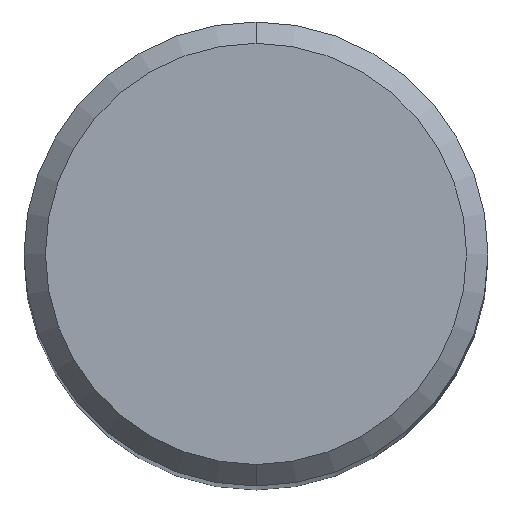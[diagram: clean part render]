
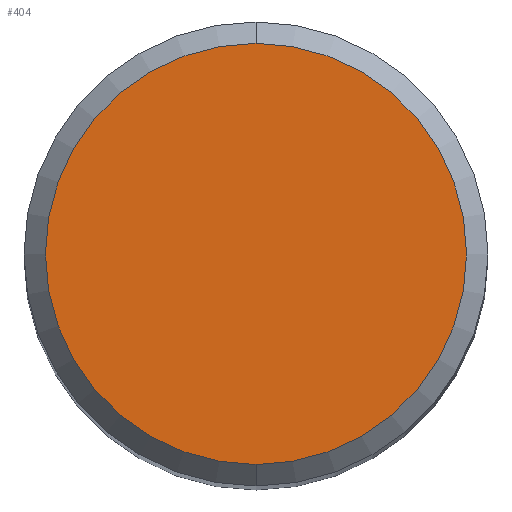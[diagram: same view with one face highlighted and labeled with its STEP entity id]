
A CAD part, top view. The second image highlights one B-rep face of the part: STEP entity #404.
In plain terms, the highlighted planar face has unit normal (0, 0, 1).
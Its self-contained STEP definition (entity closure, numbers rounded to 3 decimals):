
#250=VERTEX_POINT('',#561);
#268=VERTEX_POINT('',#581);
#292=EDGE_CURVE('',#268,#250,#608,.T.);
#404=ADVANCED_FACE('',(#732),#733,.T.);
#448=EDGE_CURVE('',#250,#268,#779,.T.);
#561=CARTESIAN_POINT('',(0.0,5.9,0.0));
#581=CARTESIAN_POINT('',(0.,-5.9,0.0));
#608=CIRCLE('',#1096,5.9);
#732=FACE_OUTER_BOUND('',#1381,.T.);
#733=PLANE('',#1382);
#779=CIRCLE('',#1476,5.9);
#1096=AXIS2_PLACEMENT_3D('',#1651,#1652,#1653);
#1381=EDGE_LOOP('',(#1783,#1784));
#1382=AXIS2_PLACEMENT_3D('',#1785,#1786,#1787);
#1476=AXIS2_PLACEMENT_3D('',#1831,#1832,#1833);
#1651=CARTESIAN_POINT('',(0.0,0.0,0.0));
#1652=DIRECTION('',(0.0,0.0,-1.0));
#1653=DIRECTION('',(0.0,1.0,0.0));
#1783=ORIENTED_EDGE('',*,*,#448,.F.);
#1784=ORIENTED_EDGE('',*,*,#292,.F.);
#1785=CARTESIAN_POINT('',(0.0,2.95,0.0));
#1786=DIRECTION('',(-0.0,0.0,1.0));
#1787=DIRECTION('',(0.0,-1.0,0.0));
#1831=CARTESIAN_POINT('',(0.0,0.0,0.0));
#1832=DIRECTION('',(0.0,0.0,-1.0));
#1833=DIRECTION('',(0.0,1.0,0.0));
